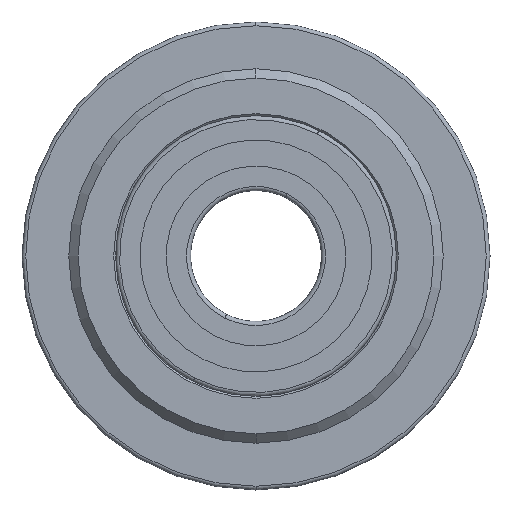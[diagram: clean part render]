
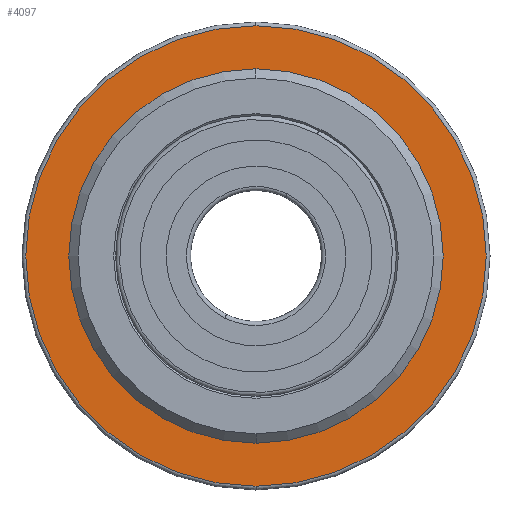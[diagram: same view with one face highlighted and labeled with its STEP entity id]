
A CAD part, left-side view. The second image highlights one B-rep face of the part: STEP entity #4097.
In plain terms, the highlighted planar face has unit normal (-1, 0, 0).
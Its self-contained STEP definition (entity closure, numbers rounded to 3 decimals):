
#144 = ORIENTED_EDGE ( 'NONE', *, *, #1978, .T. ) ;
#284 = AXIS2_PLACEMENT_3D ( 'NONE', #3863, #2961, #5620 ) ;
#527 = DIRECTION ( 'NONE',  ( 1., 0., 0. ) ) ;
#728 = AXIS2_PLACEMENT_3D ( 'NONE', #3777, #1198, #5532 ) ;
#790 = DIRECTION ( 'NONE',  ( 1., 0., 0. ) ) ;
#901 = CIRCLE ( 'NONE', #4358, 100. ) ;
#1198 = DIRECTION ( 'NONE',  ( 1., 0., 0. ) ) ;
#1223 = EDGE_CURVE ( 'NONE', #2129, #2141, #901, .T. ) ;
#1298 = AXIS2_PLACEMENT_3D ( 'NONE', #3964, #527, #2667 ) ;
#1530 = FACE_BOUND ( 'NONE', #2569, .T. ) ;
#1555 = EDGE_LOOP ( 'NONE', ( #144, #3621 ) ) ;
#1663 = DIRECTION ( 'NONE',  ( 0., 0., -1. ) ) ;
#1806 = VERTEX_POINT ( 'NONE', #1816 ) ;
#1816 = CARTESIAN_POINT ( 'NONE',  ( -32.5, 0., 123. ) ) ;
#1978 = EDGE_CURVE ( 'NONE', #3690, #1806, #2649, .T. ) ;
#2129 = VERTEX_POINT ( 'NONE', #4508 ) ;
#2141 = VERTEX_POINT ( 'NONE', #3220 ) ;
#2569 = EDGE_LOOP ( 'NONE', ( #3394, #4973 ) ) ;
#2649 = CIRCLE ( 'NONE', #284, 123. ) ;
#2667 = DIRECTION ( 'NONE',  ( 0., 0., -1. ) ) ;
#2670 = CIRCLE ( 'NONE', #1298, 100. ) ;
#2773 = FACE_OUTER_BOUND ( 'NONE', #1555, .T. ) ;
#2862 = CARTESIAN_POINT ( 'NONE',  ( -32.5, 0., 0. ) ) ;
#2961 = DIRECTION ( 'NONE',  ( -1., 0., 0. ) ) ;
#3220 = CARTESIAN_POINT ( 'NONE',  ( -32.5, 0., 100. ) ) ;
#3394 = ORIENTED_EDGE ( 'NONE', *, *, #1223, .T. ) ;
#3621 = ORIENTED_EDGE ( 'NONE', *, *, #4532, .T. ) ;
#3690 = VERTEX_POINT ( 'NONE', #5432 ) ;
#3777 = CARTESIAN_POINT ( 'NONE',  ( -32.5, 0., 0. ) ) ;
#3849 = CIRCLE ( 'NONE', #4203, 123. ) ;
#3863 = CARTESIAN_POINT ( 'NONE',  ( -32.5, 0., 0. ) ) ;
#3964 = CARTESIAN_POINT ( 'NONE',  ( -32.5, 0., 0. ) ) ;
#4097 = ADVANCED_FACE ( 'NONE', ( #1530, #2773 ), #5395, .F. ) ;
#4203 = AXIS2_PLACEMENT_3D ( 'NONE', #2862, #4379, #4595 ) ;
#4358 = AXIS2_PLACEMENT_3D ( 'NONE', #5586, #790, #1663 ) ;
#4379 = DIRECTION ( 'NONE',  ( -1., 0., 0. ) ) ;
#4508 = CARTESIAN_POINT ( 'NONE',  ( -32.5, 0., -100. ) ) ;
#4532 = EDGE_CURVE ( 'NONE', #1806, #3690, #3849, .T. ) ;
#4595 = DIRECTION ( 'NONE',  ( 0., 0., -1. ) ) ;
#4973 = ORIENTED_EDGE ( 'NONE', *, *, #5287, .T. ) ;
#5287 = EDGE_CURVE ( 'NONE', #2141, #2129, #2670, .T. ) ;
#5395 = PLANE ( 'NONE',  #728 ) ;
#5432 = CARTESIAN_POINT ( 'NONE',  ( -32.5, 0., -123. ) ) ;
#5532 = DIRECTION ( 'NONE',  ( 0., 0., -1. ) ) ;
#5586 = CARTESIAN_POINT ( 'NONE',  ( -32.5, 0., 0. ) ) ;
#5620 = DIRECTION ( 'NONE',  ( 0., 0., -1. ) ) ;
